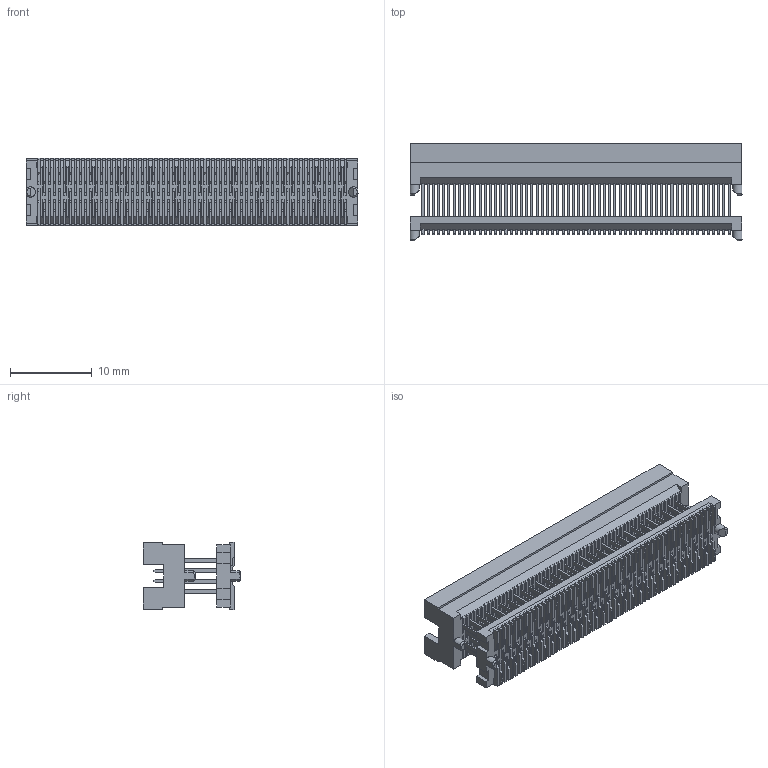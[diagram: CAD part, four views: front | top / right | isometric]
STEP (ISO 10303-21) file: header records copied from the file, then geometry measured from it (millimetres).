
FILE_DESCRIPTION((''),'2;1');
FILE_NAME('FBB12709_ASM','2026-03-17T08:58:29',('gongchengVV'),(''),'CREO PARAMETRIC BY PTC INC, 2020033','CREO PARAMETRIC BY PTC INC, 2020033','');
FILE_SCHEMA(('CONFIG_CONTROL_DESIGN'));
Products named in the file (1): FBB12709_ASM
Bounding box: 40.64 x 11.97 x 8.27 mm (x, y, z)
Volume: 1175.1 mm3; surface area: 4249 mm2
Topology: 1 solids, 1 shells, 4526 faces, 12743 edges, 8494 vertices
Faces by surface type: plane 4338, cylinder 184, cone 4
Entity records: 143943 total; most frequent: CARTESIAN_POINT 25893, ORIENTED_EDGE 25486, DIRECTION 22155, EDGE_CURVE 12743, VECTOR 12351, LINE 12351, VERTEX_POINT 8494, EDGE_LOOP 5039
